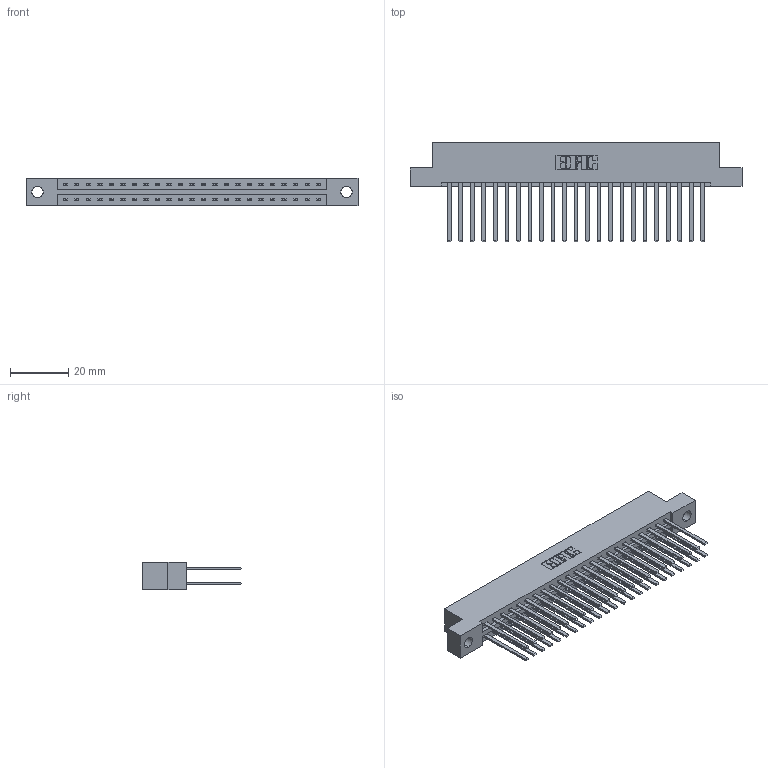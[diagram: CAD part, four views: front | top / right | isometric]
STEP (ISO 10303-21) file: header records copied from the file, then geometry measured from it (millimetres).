
FILE_DESCRIPTION (( 'STEP AP203' ), '1' );
FILE_NAME ('337-046-544-204.STEP', '2019-10-09T14:03:56', ( '' ), ( '' ), 'SwSTEP 2.0', 'SolidWorks 2016', '' );
FILE_SCHEMA (( 'CONFIG_CONTROL_DESIGN' ));
Length unit declared in the file: inch
Products named in the file (3): 337 Part_Flush Mounting Lugs - 0.156 Dia-TH; 345-292-001_345-293-144; 337-046-544-204
Assembly tree (47 placements, depth 2):
  337-046-544-204
    337 Part_Flush Mounting Lugs - 0.156 Dia-TH
    345-292-001_345-293-144  x46
Bounding box: 114.15 x 34.3 x 9.4 mm (x, y, z)
Volume: 12333.8 mm3; surface area: 15662.8 mm2
Topology: 47 solids, 47 shells, 2322 faces, 6889 edges, 4530 vertices
Faces by surface type: plane 1634, cylinder 688
Entity records: 20109 total; most frequent: CARTESIAN_POINT 3402, ORIENTED_EDGE 3338, DIRECTION 2925, EDGE_CURVE 1669, VECTOR 1545, LINE 1545, VERTEX_POINT 1110, AXIS2_PLACEMENT_3D 690
